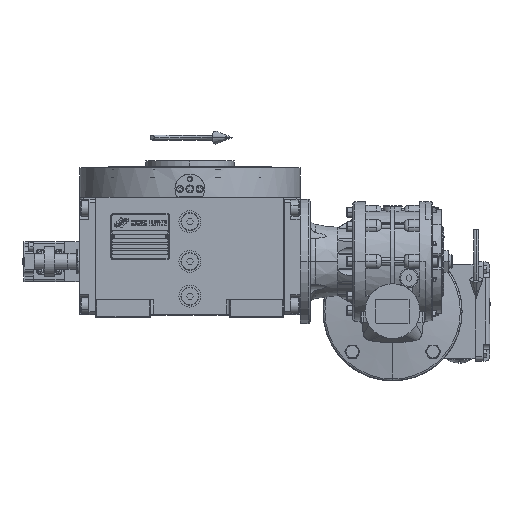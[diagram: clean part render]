
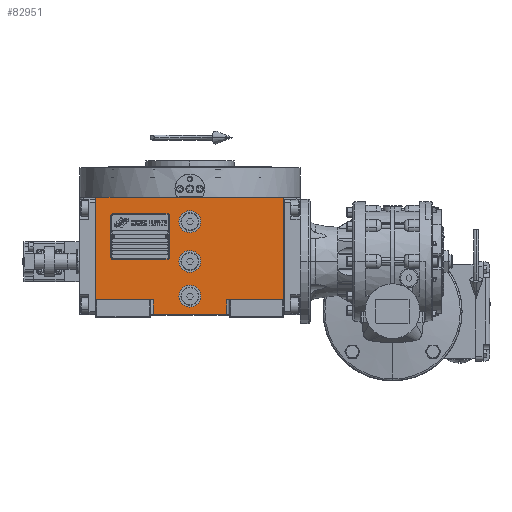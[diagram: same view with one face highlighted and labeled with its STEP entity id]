
A CAD part, top view. The second image highlights one B-rep face of the part: STEP entity #82951.
In plain terms, the highlighted planar face has unit normal (0, 0, 1).
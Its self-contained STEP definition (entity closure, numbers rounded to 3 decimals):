
#56 = CARTESIAN_POINT ( 'NONE',  ( -94.5, 64.5, 163.5 ) ) ;
#1973 = CIRCLE ( 'NONE', #150241, 11. ) ;
#2432 = AXIS2_PLACEMENT_3D ( 'NONE', #27822, #146209, #133104 ) ;
#3719 = VECTOR ( 'NONE', #140205, 1000. ) ;
#4450 = EDGE_CURVE ( 'NONE', #151465, #14276, #120654, .T. ) ;
#5499 = LINE ( 'NONE', #51977, #28042 ) ;
#5679 = CARTESIAN_POINT ( 'NONE',  ( -94.5, -38.5, 163.5 ) ) ;
#6132 = VERTEX_POINT ( 'NONE', #111253 ) ;
#7111 = DIRECTION ( 'NONE',  ( -1., 0., 0. ) ) ;
#9550 = VERTEX_POINT ( 'NONE', #127130 ) ;
#10900 = ORIENTED_EDGE ( 'NONE', *, *, #132889, .T. ) ;
#12032 = CIRCLE ( 'NONE', #118260, 11. ) ;
#12473 = CARTESIAN_POINT ( 'NONE',  ( 37., -38.5, 163.5 ) ) ;
#12897 = CARTESIAN_POINT ( 'NONE',  ( -11., -35., 163.5 ) ) ;
#13153 = DIRECTION ( 'NONE',  ( 0., 1., 0. ) ) ;
#14276 = VERTEX_POINT ( 'NONE', #67447 ) ;
#15005 = VECTOR ( 'NONE', #21603, 1000. ) ;
#16243 = VERTEX_POINT ( 'NONE', #5679 ) ;
#16644 = EDGE_CURVE ( 'NONE', #16243, #39651, #5499, .T. ) ;
#18993 = CARTESIAN_POINT ( 'NONE',  ( -37., -53.5, 163.5 ) ) ;
#20695 = DIRECTION ( 'NONE',  ( 1., 0., 0. ) ) ;
#21603 = DIRECTION ( 'NONE',  ( 1., 0., 0. ) ) ;
#23331 = LINE ( 'NONE', #92976, #3719 ) ;
#23795 = AXIS2_PLACEMENT_3D ( 'NONE', #121839, #110969, #63072 ) ;
#25709 = CARTESIAN_POINT ( 'NONE',  ( -11., 0., 163.5 ) ) ;
#27207 = EDGE_CURVE ( 'NONE', #117728, #147852, #135093, .T. ) ;
#27822 = CARTESIAN_POINT ( 'NONE',  ( 0., 0., 163.5 ) ) ;
#28007 = VERTEX_POINT ( 'NONE', #93992 ) ;
#28042 = VECTOR ( 'NONE', #121585, 1000. ) ;
#28985 = ORIENTED_EDGE ( 'NONE', *, *, #122898, .F. ) ;
#29949 = AXIS2_PLACEMENT_3D ( 'NONE', #142955, #47807, #50855 ) ;
#29976 = EDGE_CURVE ( 'NONE', #39651, #14276, #116137, .T. ) ;
#31283 = DIRECTION ( 'NONE',  ( 0., -1., 0. ) ) ;
#37035 = EDGE_CURVE ( 'NONE', #83926, #6132, #12032, .T. ) ;
#37354 = EDGE_CURVE ( 'NONE', #100653, #129690, #150541, .T. ) ;
#38560 = CARTESIAN_POINT ( 'NONE',  ( -37., -53.5, 163.5 ) ) ;
#39651 = VERTEX_POINT ( 'NONE', #39864 ) ;
#39864 = CARTESIAN_POINT ( 'NONE',  ( -94.5, 64.5, 163.5 ) ) ;
#41467 = DIRECTION ( 'NONE',  ( 1., 0., 0. ) ) ;
#41999 = VECTOR ( 'NONE', #31283, 1000. ) ;
#42136 = FACE_BOUND ( 'NONE', #106054, .T. ) ;
#42734 = CARTESIAN_POINT ( 'NONE',  ( 37., -38.5, 163.5 ) ) ;
#44294 = DIRECTION ( 'NONE',  ( 0., 0., 1. ) ) ;
#45979 = CARTESIAN_POINT ( 'NONE',  ( 0., 40., 163.5 ) ) ;
#46455 = AXIS2_PLACEMENT_3D ( 'NONE', #56686, #44294, #104591 ) ;
#46767 = DIRECTION ( 'NONE',  ( 0., 1., 0. ) ) ;
#47807 = DIRECTION ( 'NONE',  ( 0., 0., 1. ) ) ;
#48489 = EDGE_CURVE ( 'NONE', #28007, #141360, #116435, .T. ) ;
#49335 = ORIENTED_EDGE ( 'NONE', *, *, #48489, .F. ) ;
#50855 = DIRECTION ( 'NONE',  ( 1., 0., 0. ) ) ;
#51292 = CIRCLE ( 'NONE', #46455, 11. ) ;
#51977 = CARTESIAN_POINT ( 'NONE',  ( -94.5, -38.5, 163.5 ) ) ;
#54785 = ORIENTED_EDGE ( 'NONE', *, *, #118599, .F. ) ;
#55482 = VECTOR ( 'NONE', #46767, 1000. ) ;
#56686 = CARTESIAN_POINT ( 'NONE',  ( 0., -35., 163.5 ) ) ;
#63072 = DIRECTION ( 'NONE',  ( 1., 0., 0. ) ) ;
#63826 = PLANE ( 'NONE',  #23795 ) ;
#64187 = EDGE_CURVE ( 'NONE', #6132, #83926, #1973, .T. ) ;
#65227 = ORIENTED_EDGE ( 'NONE', *, *, #16644, .F. ) ;
#65880 = ORIENTED_EDGE ( 'NONE', *, *, #37354, .F. ) ;
#67447 = CARTESIAN_POINT ( 'NONE',  ( 94.5, 64.5, 163.5 ) ) ;
#69026 = AXIS2_PLACEMENT_3D ( 'NONE', #123938, #110036, #7111 ) ;
#69922 = DIRECTION ( 'NONE',  ( 0., 0., 1. ) ) ;
#70294 = ORIENTED_EDGE ( 'NONE', *, *, #123977, .T. ) ;
#70520 = LINE ( 'NONE', #12473, #41999 ) ;
#74625 = FACE_BOUND ( 'NONE', #82824, .T. ) ;
#79442 = CARTESIAN_POINT ( 'NONE',  ( 0., 40., 163.5 ) ) ;
#79905 = ORIENTED_EDGE ( 'NONE', *, *, #89887, .F. ) ;
#79987 = CARTESIAN_POINT ( 'NONE',  ( -37., -53.5, 163.5 ) ) ;
#82556 = ORIENTED_EDGE ( 'NONE', *, *, #29976, .F. ) ;
#82824 = EDGE_LOOP ( 'NONE', ( #109708, #120568 ) ) ;
#82951 = ADVANCED_FACE ( 'NONE', ( #88502, #42136, #74625, #146595 ), #63826, .T. ) ;
#83926 = VERTEX_POINT ( 'NONE', #99395 ) ;
#88502 = FACE_BOUND ( 'NONE', #96194, .T. ) ;
#89887 = EDGE_CURVE ( 'NONE', #117728, #9550, #138849, .T. ) ;
#92976 = CARTESIAN_POINT ( 'NONE',  ( -94.5, -38.5, 163.5 ) ) ;
#93401 = ORIENTED_EDGE ( 'NONE', *, *, #98829, .F. ) ;
#93992 = CARTESIAN_POINT ( 'NONE',  ( 11., -35., 163.5 ) ) ;
#96194 = EDGE_LOOP ( 'NONE', ( #28985, #65880 ) ) ;
#98829 = EDGE_CURVE ( 'NONE', #132279, #147852, #70520, .T. ) ;
#99395 = CARTESIAN_POINT ( 'NONE',  ( -11., 40., 163.5 ) ) ;
#100653 = VERTEX_POINT ( 'NONE', #25709 ) ;
#101329 = EDGE_LOOP ( 'NONE', ( #146848, #93401, #70294, #121486, #82556, #65227, #10900, #79905 ) ) ;
#104591 = DIRECTION ( 'NONE',  ( -1., 0., 0. ) ) ;
#106020 = CARTESIAN_POINT ( 'NONE',  ( 94.5, -38.5, 163.5 ) ) ;
#106054 = EDGE_LOOP ( 'NONE', ( #49335, #54785 ) ) ;
#106838 = CARTESIAN_POINT ( 'NONE',  ( 37., -38.5, 163.5 ) ) ;
#109054 = VECTOR ( 'NONE', #13153, 1000. ) ;
#109708 = ORIENTED_EDGE ( 'NONE', *, *, #64187, .F. ) ;
#109766 = CARTESIAN_POINT ( 'NONE',  ( 94.5, -38.5, 163.5 ) ) ;
#110036 = DIRECTION ( 'NONE',  ( 0., 0., 1. ) ) ;
#110969 = DIRECTION ( 'NONE',  ( 0., 0., 1. ) ) ;
#111253 = CARTESIAN_POINT ( 'NONE',  ( 11., 40., 163.5 ) ) ;
#116137 = LINE ( 'NONE', #56, #149366 ) ;
#116435 = CIRCLE ( 'NONE', #29949, 11. ) ;
#117618 = CARTESIAN_POINT ( 'NONE',  ( 11., 0., 163.5 ) ) ;
#117655 = DIRECTION ( 'NONE',  ( 1., 0., 0. ) ) ;
#117728 = VERTEX_POINT ( 'NONE', #38560 ) ;
#117866 = DIRECTION ( 'NONE',  ( -1., 0., 0. ) ) ;
#118260 = AXIS2_PLACEMENT_3D ( 'NONE', #45979, #69922, #117866 ) ;
#118599 = EDGE_CURVE ( 'NONE', #141360, #28007, #51292, .T. ) ;
#120568 = ORIENTED_EDGE ( 'NONE', *, *, #37035, .F. ) ;
#120654 = LINE ( 'NONE', #106020, #109054 ) ;
#121486 = ORIENTED_EDGE ( 'NONE', *, *, #4450, .T. ) ;
#121585 = DIRECTION ( 'NONE',  ( 0., 1., 0. ) ) ;
#121839 = CARTESIAN_POINT ( 'NONE',  ( -94.5, -53.5, 163.5 ) ) ;
#122898 = EDGE_CURVE ( 'NONE', #129690, #100653, #145801, .T. ) ;
#123938 = CARTESIAN_POINT ( 'NONE',  ( 0., 0., 163.5 ) ) ;
#123977 = EDGE_CURVE ( 'NONE', #132279, #151465, #148714, .T. ) ;
#126690 = DIRECTION ( 'NONE',  ( 0., 0., 1. ) ) ;
#127130 = CARTESIAN_POINT ( 'NONE',  ( -37., -38.5, 163.5 ) ) ;
#129690 = VERTEX_POINT ( 'NONE', #117618 ) ;
#132279 = VERTEX_POINT ( 'NONE', #106838 ) ;
#132889 = EDGE_CURVE ( 'NONE', #16243, #9550, #23331, .T. ) ;
#133104 = DIRECTION ( 'NONE',  ( 1., 0., 0. ) ) ;
#135093 = LINE ( 'NONE', #18993, #145659 ) ;
#138849 = LINE ( 'NONE', #79987, #55482 ) ;
#140205 = DIRECTION ( 'NONE',  ( 1., 0., 0. ) ) ;
#141360 = VERTEX_POINT ( 'NONE', #12897 ) ;
#142955 = CARTESIAN_POINT ( 'NONE',  ( 0., -35., 163.5 ) ) ;
#145659 = VECTOR ( 'NONE', #41467, 1000. ) ;
#145801 = CIRCLE ( 'NONE', #2432, 11. ) ;
#146209 = DIRECTION ( 'NONE',  ( 0., 0., 1. ) ) ;
#146595 = FACE_OUTER_BOUND ( 'NONE', #101329, .T. ) ;
#146848 = ORIENTED_EDGE ( 'NONE', *, *, #27207, .T. ) ;
#147852 = VERTEX_POINT ( 'NONE', #150121 ) ;
#148714 = LINE ( 'NONE', #42734, #15005 ) ;
#149366 = VECTOR ( 'NONE', #117655, 1000. ) ;
#150121 = CARTESIAN_POINT ( 'NONE',  ( 37., -53.5, 163.5 ) ) ;
#150241 = AXIS2_PLACEMENT_3D ( 'NONE', #79442, #126690, #20695 ) ;
#150541 = CIRCLE ( 'NONE', #69026, 11. ) ;
#151465 = VERTEX_POINT ( 'NONE', #109766 ) ;
